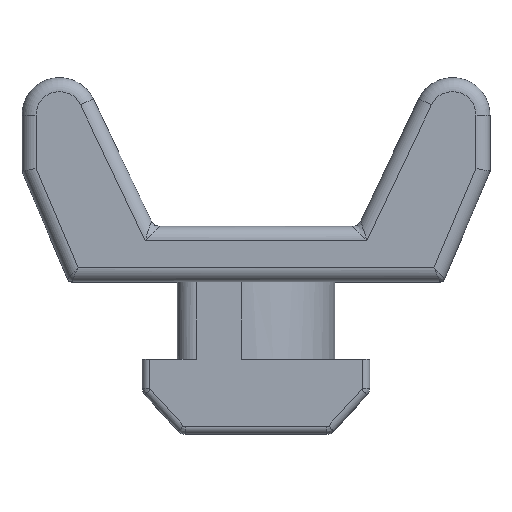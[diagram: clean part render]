
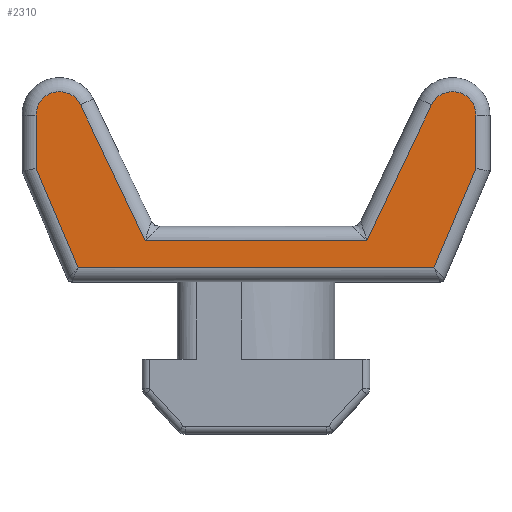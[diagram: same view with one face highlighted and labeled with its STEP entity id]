
A CAD part, top view. The second image highlights one B-rep face of the part: STEP entity #2310.
In plain terms, the highlighted planar face has unit normal (0, 0, 1).
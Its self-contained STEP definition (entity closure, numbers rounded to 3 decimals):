
#113=PLANE('',#2574);
#245=FACE_OUTER_BOUND('',#381,.T.);
#381=EDGE_LOOP('',(#1982,#1983,#1984,#1985,#1986,#1987,#1988,#1989,#1990,
#1991));
#418=LINE('',#3424,#611);
#420=LINE('',#3431,#613);
#456=LINE('',#3716,#649);
#542=LINE('',#4235,#735);
#557=LINE('',#4308,#750);
#558=LINE('',#4314,#751);
#559=LINE('',#4318,#752);
#560=LINE('',#4324,#753);
#611=VECTOR('',#2664,10.);
#613=VECTOR('',#2672,10.);
#649=VECTOR('',#2808,10.);
#735=VECTOR('',#3124,10.);
#750=VECTOR('',#3195,10.);
#751=VECTOR('',#3204,10.);
#752=VECTOR('',#3209,10.);
#753=VECTOR('',#3218,10.);
#888=CIRCLE('',#2566,1.25);
#891=CIRCLE('',#2572,1.25);
#904=VERTEX_POINT('',#3351);
#921=VERTEX_POINT('',#3423);
#923=VERTEX_POINT('',#3429);
#972=VERTEX_POINT('',#3714);
#1060=VERTEX_POINT('',#4153);
#1070=VERTEX_POINT('',#4231);
#1080=VERTEX_POINT('',#4306);
#1081=VERTEX_POINT('',#4310);
#1082=VERTEX_POINT('',#4316);
#1083=VERTEX_POINT('',#4320);
#1134=EDGE_CURVE('',#904,#921,#418,.T.);
#1138=EDGE_CURVE('',#923,#904,#420,.T.);
#1208=EDGE_CURVE('',#972,#923,#456,.T.);
#1368=EDGE_CURVE('',#1060,#1070,#542,.T.);
#1396=EDGE_CURVE('',#1080,#1060,#557,.T.);
#1398=EDGE_CURVE('',#1081,#1080,#888,.T.);
#1399=EDGE_CURVE('',#921,#1081,#558,.T.);
#1401=EDGE_CURVE('',#1082,#972,#559,.T.);
#1403=EDGE_CURVE('',#1083,#1082,#891,.T.);
#1404=EDGE_CURVE('',#1070,#1083,#560,.T.);
#1982=ORIENTED_EDGE('',*,*,#1396,.F.);
#1983=ORIENTED_EDGE('',*,*,#1398,.F.);
#1984=ORIENTED_EDGE('',*,*,#1399,.F.);
#1985=ORIENTED_EDGE('',*,*,#1134,.F.);
#1986=ORIENTED_EDGE('',*,*,#1138,.F.);
#1987=ORIENTED_EDGE('',*,*,#1208,.F.);
#1988=ORIENTED_EDGE('',*,*,#1401,.F.);
#1989=ORIENTED_EDGE('',*,*,#1403,.F.);
#1990=ORIENTED_EDGE('',*,*,#1404,.F.);
#1991=ORIENTED_EDGE('',*,*,#1368,.F.);
#2310=ADVANCED_FACE('',(#245),#113,.T.);
#2566=AXIS2_PLACEMENT_3D('',#4312,#3200,#3201);
#2572=AXIS2_PLACEMENT_3D('',#4322,#3214,#3215);
#2574=AXIS2_PLACEMENT_3D('',#4325,#3219,#3220);
#2664=DIRECTION('',(-0.39,0.921,0.));
#2672=DIRECTION('',(-1.,0.,0.));
#2808=DIRECTION('',(-0.39,-0.921,0.));
#3124=DIRECTION('',(1.,0.,0.));
#3195=DIRECTION('',(0.43,-0.903,0.));
#3200=DIRECTION('center_axis',(0.,0.,-1.));
#3201=DIRECTION('ref_axis',(-0.22,0.975,0.));
#3204=DIRECTION('',(0.,1.,0.));
#3209=DIRECTION('',(0.,-1.,0.));
#3214=DIRECTION('center_axis',(0.,0.,-1.));
#3215=DIRECTION('ref_axis',(0.22,0.975,0.));
#3218=DIRECTION('',(0.43,0.903,0.));
#3219=DIRECTION('center_axis',(0.,0.,1.));
#3220=DIRECTION('ref_axis',(1.,0.,0.));
#3351=CARTESIAN_POINT('',(-9.503,0.75,7.62));
#3423=CARTESIAN_POINT('',(-11.75,6.052,7.62));
#3424=CARTESIAN_POINT('',(-10.777,3.757,7.62));
#3429=CARTESIAN_POINT('',(9.503,0.75,7.62));
#3431=CARTESIAN_POINT('',(-5.,0.75,7.62));
#3714=CARTESIAN_POINT('',(11.75,6.052,7.62));
#3716=CARTESIAN_POINT('',(9.527,0.807,7.62));
#4153=CARTESIAN_POINT('',(-5.923,2.2,7.62));
#4231=CARTESIAN_POINT('',(5.923,2.2,7.62));
#4235=CARTESIAN_POINT('',(2.725,2.2,7.62));
#4306=CARTESIAN_POINT('',(-9.372,9.438,7.62));
#4308=CARTESIAN_POINT('',(-6.108,2.588,7.62));
#4310=CARTESIAN_POINT('',(-11.75,8.9,7.62));
#4312=CARTESIAN_POINT('Origin',(-10.5,8.9,7.62));
#4314=CARTESIAN_POINT('',(-11.75,7.175,7.62));
#4316=CARTESIAN_POINT('',(11.75,8.9,7.62));
#4318=CARTESIAN_POINT('',(11.75,5.675,7.62));
#4320=CARTESIAN_POINT('',(9.372,9.438,7.62));
#4322=CARTESIAN_POINT('Origin',(10.5,8.9,7.62));
#4324=CARTESIAN_POINT('',(7.731,5.993,7.62));
#4325=CARTESIAN_POINT('Origin',(0.,5.45,7.62));
